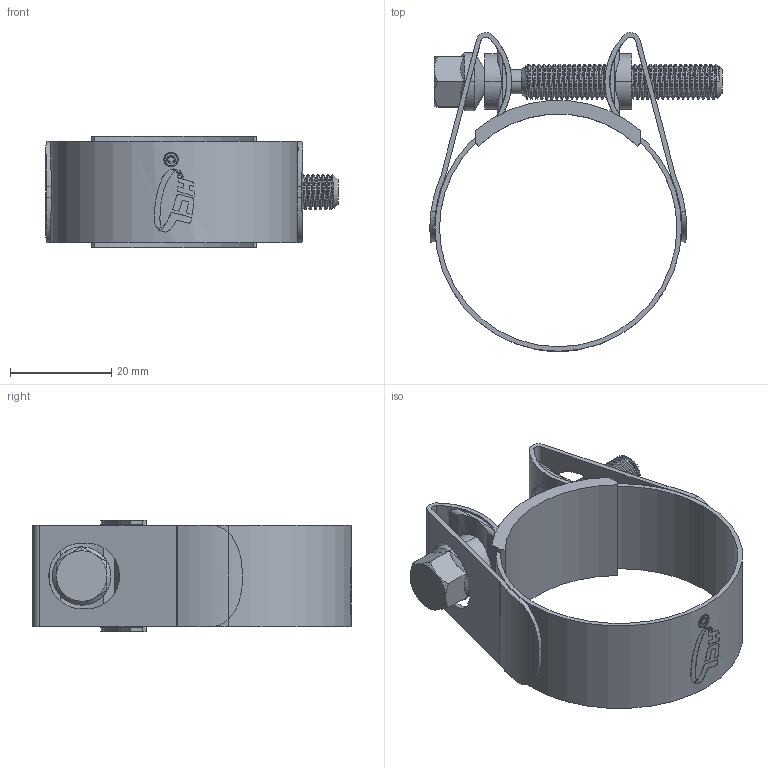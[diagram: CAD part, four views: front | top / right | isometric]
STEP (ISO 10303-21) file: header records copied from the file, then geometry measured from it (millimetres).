
FILE_DESCRIPTION (( 'STEP AP214' ), '1' );
FILE_NAME ('BBC-43-SUPRA-W4.step', '2025-06-05T14:56:56', ( '' ), ( '' ), 'SwSTEP 2.0', 'SolidWorks 2025', '' );
FILE_SCHEMA (( 'AUTOMOTIVE_DESIGN' ));
Length unit declared in the file: millimetre
Products named in the file (1): BBC-43-SUPRA-W4
Bounding box: 57.83 x 63.11 x 22 mm (x, y, z)
Volume: 7696.8 mm3; surface area: 14444.7 mm2
Topology: 5 solids, 5 shells, 314 faces, 851 edges, 554 vertices
Faces by surface type: cylinder 189, bspline 58, plane 46, cone 21
Entity records: 35728 total; most frequent: CARTESIAN_POINT 28850, ORIENTED_EDGE 1702, DIRECTION 1039, EDGE_CURVE 851, VERTEX_POINT 554, AXIS2_PLACEMENT_3D 362, EDGE_LOOP 333, VECTOR 315
